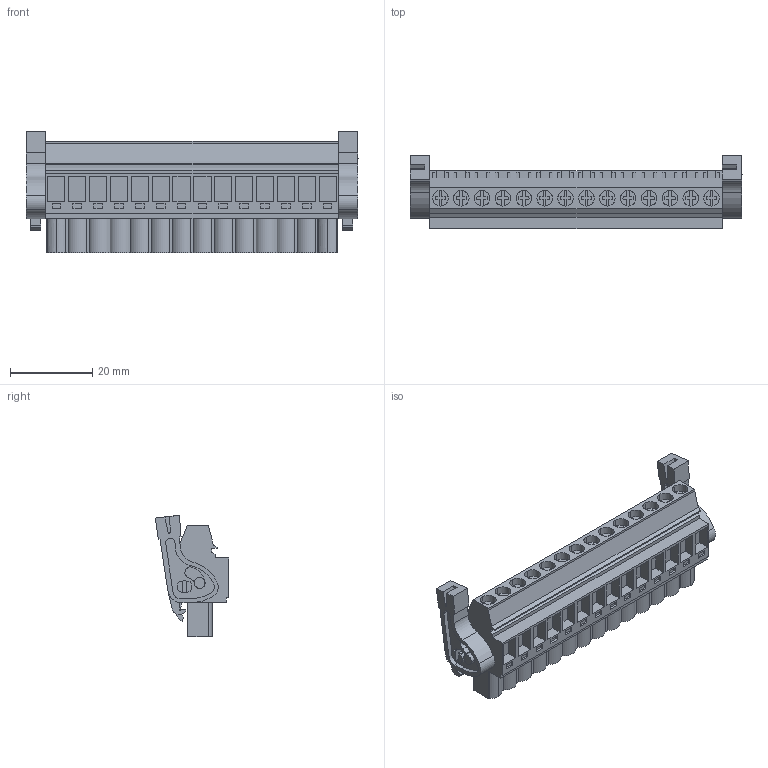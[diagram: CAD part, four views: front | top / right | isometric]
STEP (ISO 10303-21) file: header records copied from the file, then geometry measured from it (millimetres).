
FILE_DESCRIPTION(('CATIA V5 STEP','CAx-IF Rec.Pracs.--- Model Styling and Organization---1.2---2011-12-15'),'2;1');
FILE_NAME ('D1460103_0_1947650000_1947650000.stp','2017-09-09T10:45:56+00:00',('none'),('Weidmueller'),'CATIA Version 5-6 Release 2014','CATIA V5 STEP AP214','none');
FILE_SCHEMA(('AUTOMOTIVE_DESIGN { 1 0 10303 214 1 1 1 1 }'));
Length unit declared in the file: millimetre
Products named in the file (1): 1947650000
Bounding box: 80.82 x 17.88 x 29.56 mm (x, y, z)
Volume: 17326.5 mm3; surface area: 11305.9 mm2
Topology: 17 solids, 17 shells, 1060 faces, 2960 edges, 2001 vertices
Faces by surface type: plane 860, cylinder 196, extrusion 4
Entity records: 32060 total; most frequent: CARTESIAN_POINT 6171, ORIENTED_EDGE 5920, DIRECTION 4310, EDGE_CURVE 2960, VECTOR 2488, LINE 2484, VERTEX_POINT 2001, EDGE_LOOP 1137
